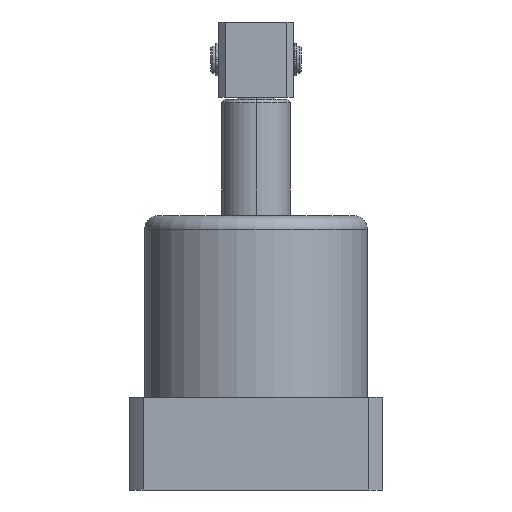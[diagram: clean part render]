
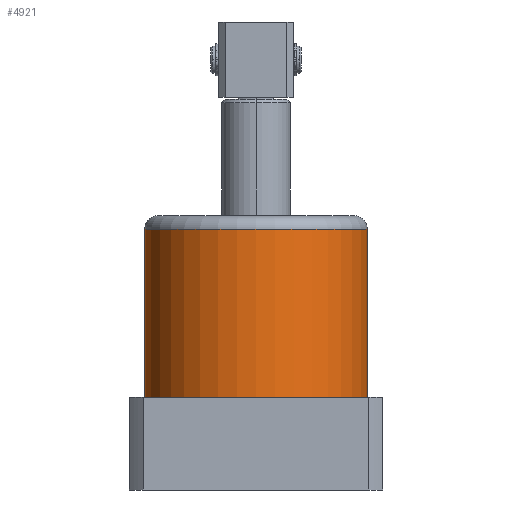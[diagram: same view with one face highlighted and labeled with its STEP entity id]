
A CAD part, front view. The second image highlights one B-rep face of the part: STEP entity #4921.
In plain terms, the highlighted cylindrical face has radius 32.5 mm (diameter 65 mm), a partial arc.
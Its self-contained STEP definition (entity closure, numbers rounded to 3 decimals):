
#760 = EDGE_CURVE ( 'NONE', #807, #1256, #5176, .T. ) ;
#767 = EDGE_CURVE ( 'NONE', #1249, #1237, #5185, .T. ) ;
#807 = VERTEX_POINT ( 'NONE', #5626 ) ;
#875 = EDGE_LOOP ( 'NONE', ( #6595, #6596, #6597, #6598 ) ) ;
#1109 = EDGE_CURVE ( 'NONE', #1256, #1237, #5350, .T. ) ;
#1116 = EDGE_CURVE ( 'NONE', #1249, #807, #5359, .T. ) ;
#1237 = VERTEX_POINT ( 'NONE', #1335 ) ;
#1249 = VERTEX_POINT ( 'NONE', #1347 ) ;
#1256 = VERTEX_POINT ( 'NONE', #1354 ) ;
#1335 = CARTESIAN_POINT ( 'NONE',  ( 32.5, 0., 27. ) ) ;
#1347 = CARTESIAN_POINT ( 'NONE',  ( 32.5, 0., 76. ) ) ;
#1354 = CARTESIAN_POINT ( 'NONE',  ( -32.5, 0., 27. ) ) ;
#2961 = AXIS2_PLACEMENT_3D ( 'NONE', #3098, #3096, #3091 ) ;
#3091 = DIRECTION ( 'NONE',  ( -1., 0., 0. ) ) ;
#3096 = DIRECTION ( 'NONE',  ( 0., 0., -1. ) ) ;
#3098 = CARTESIAN_POINT ( 'NONE',  ( 0., 0., 80. ) ) ;
#4669 = FACE_OUTER_BOUND ( 'NONE', #875, .T. ) ;
#4673 = CYLINDRICAL_SURFACE ( 'NONE', #2961, 32.5 ) ;
#4921 = ADVANCED_FACE ( 'NONE', ( #4669 ), #4673, .T. ) ;
#5176 = LINE ( 'NONE', #6782, #5179 ) ;
#5179 = VECTOR ( 'NONE', #6783, 1000. ) ;
#5185 = LINE ( 'NONE', #6793, #5190 ) ;
#5190 = VECTOR ( 'NONE', #6802, 1000. ) ;
#5350 = CIRCLE ( 'NONE', #6233, 32.5 ) ;
#5359 = CIRCLE ( 'NONE', #6237, 32.5 ) ;
#5626 = CARTESIAN_POINT ( 'NONE',  ( -32.5, 0., 76. ) ) ;
#5972 = CARTESIAN_POINT ( 'NONE',  ( 0., 0., 27. ) ) ;
#5973 = DIRECTION ( 'NONE',  ( 0., 0., 1. ) ) ;
#5974 = DIRECTION ( 'NONE',  ( 1., 0., 0. ) ) ;
#5992 = CARTESIAN_POINT ( 'NONE',  ( 0., 0., 76. ) ) ;
#5993 = DIRECTION ( 'NONE',  ( 0., 0., -1. ) ) ;
#5994 = DIRECTION ( 'NONE',  ( 1., 0., 0. ) ) ;
#6233 = AXIS2_PLACEMENT_3D ( 'NONE', #5972, #5973, #5974 ) ;
#6237 = AXIS2_PLACEMENT_3D ( 'NONE', #5992, #5993, #5994 ) ;
#6595 = ORIENTED_EDGE ( 'NONE', *, *, #767, .F. ) ;
#6596 = ORIENTED_EDGE ( 'NONE', *, *, #1116, .T. ) ;
#6597 = ORIENTED_EDGE ( 'NONE', *, *, #760, .T. ) ;
#6598 = ORIENTED_EDGE ( 'NONE', *, *, #1109, .T. ) ;
#6782 = CARTESIAN_POINT ( 'NONE',  ( -32.5, 0., 80. ) ) ;
#6783 = DIRECTION ( 'NONE',  ( 0., 0., -1. ) ) ;
#6793 = CARTESIAN_POINT ( 'NONE',  ( 32.5, 0., 80. ) ) ;
#6802 = DIRECTION ( 'NONE',  ( 0., 0., -1. ) ) ;
